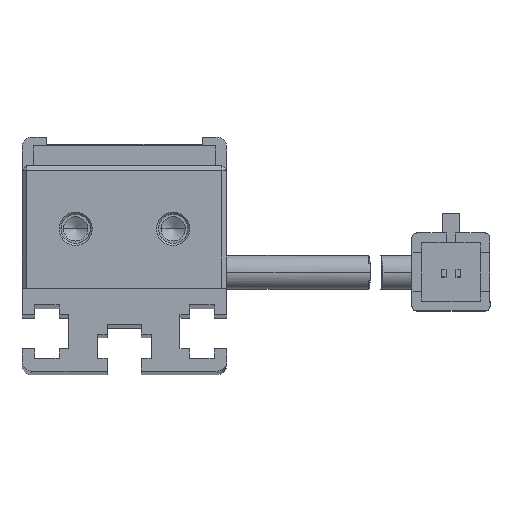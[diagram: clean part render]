
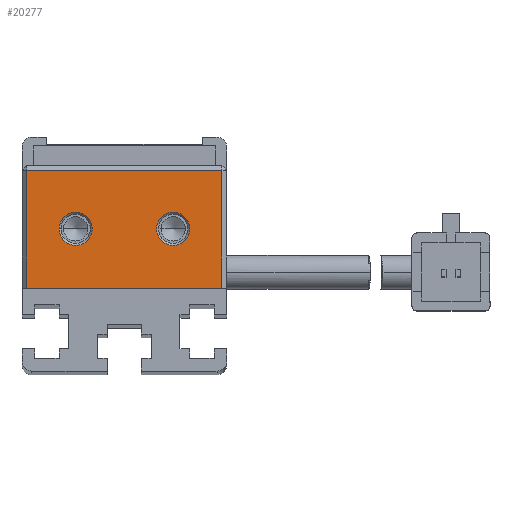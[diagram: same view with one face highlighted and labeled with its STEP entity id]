
A CAD part, top view. The second image highlights one B-rep face of the part: STEP entity #20277.
In plain terms, the highlighted planar face has unit normal (0, 0, 1).
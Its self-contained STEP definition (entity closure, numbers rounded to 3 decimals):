
#333 = EDGE_LOOP ( 'NONE', ( #45443, #35140 ) ) ;
#880 = VERTEX_POINT ( 'NONE', #1403 ) ;
#927 = DIRECTION ( 'NONE',  ( 1., 0., 0. ) ) ;
#1248 = AXIS2_PLACEMENT_3D ( 'NONE', #43944, #14520, #22410 ) ;
#1403 = CARTESIAN_POINT ( 'NONE',  ( 50.925, 19.491, -6. ) ) ;
#1536 = VECTOR ( 'NONE', #28004, 1000. ) ;
#2043 = DIRECTION ( 'NONE',  ( 0., -1., 0. ) ) ;
#3031 = CARTESIAN_POINT ( 'NONE',  ( 37.625, 25.591, -6. ) ) ;
#4303 = DIRECTION ( 'NONE',  ( 0., 0., -1. ) ) ;
#5697 = DIRECTION ( 'NONE',  ( 0., 0., -1. ) ) ;
#7335 = ORIENTED_EDGE ( 'NONE', *, *, #10082, .T. ) ;
#8885 = CIRCLE ( 'NONE', #15163, 1.7 ) ;
#8999 = DIRECTION ( 'NONE',  ( 0., 0., 1. ) ) ;
#10082 = EDGE_CURVE ( 'NONE', #880, #50421, #39527, .T. ) ;
#10292 = DIRECTION ( 'NONE',  ( 1., 0., 0. ) ) ;
#10662 = CARTESIAN_POINT ( 'NONE',  ( 30.925, 25.791, -6. ) ) ;
#11508 = VERTEX_POINT ( 'NONE', #52174 ) ;
#12355 = EDGE_CURVE ( 'NONE', #15086, #880, #23157, .T. ) ;
#12808 = CARTESIAN_POINT ( 'NONE',  ( 40.925, 25.791, -6. ) ) ;
#13199 = EDGE_CURVE ( 'NONE', #50421, #28388, #26126, .T. ) ;
#14520 = DIRECTION ( 'NONE',  ( 0., 0., -1. ) ) ;
#14919 = VECTOR ( 'NONE', #23753, 1000. ) ;
#15086 = VERTEX_POINT ( 'NONE', #24164 ) ;
#15163 = AXIS2_PLACEMENT_3D ( 'NONE', #34004, #4303, #25714 ) ;
#15415 = VECTOR ( 'NONE', #2043, 1000. ) ;
#16861 = EDGE_LOOP ( 'NONE', ( #47459, #51512 ) ) ;
#17628 = ORIENTED_EDGE ( 'NONE', *, *, #12355, .T. ) ;
#19422 = CARTESIAN_POINT ( 'NONE',  ( 44.225, 25.591, -6. ) ) ;
#19788 = CARTESIAN_POINT ( 'NONE',  ( 50.925, 25.791, -6. ) ) ;
#20277 = ADVANCED_FACE ( 'NONE', ( #31064, #33674, #21742 ), #42736, .T. ) ;
#20942 = ORIENTED_EDGE ( 'NONE', *, *, #13199, .T. ) ;
#21742 = FACE_BOUND ( 'NONE', #333, .T. ) ;
#22410 = DIRECTION ( 'NONE',  ( 1., 0., 0. ) ) ;
#23157 = LINE ( 'NONE', #36216, #1536 ) ;
#23753 = DIRECTION ( 'NONE',  ( -1., 0., 0. ) ) ;
#24164 = CARTESIAN_POINT ( 'NONE',  ( 30.925, 19.491, -6. ) ) ;
#24183 = AXIS2_PLACEMENT_3D ( 'NONE', #43295, #5697, #52071 ) ;
#25514 = VERTEX_POINT ( 'NONE', #3031 ) ;
#25596 = VECTOR ( 'NONE', #28298, 1000. ) ;
#25714 = DIRECTION ( 'NONE',  ( 1., 0., 0. ) ) ;
#26126 = LINE ( 'NONE', #44373, #14919 ) ;
#26892 = EDGE_CURVE ( 'NONE', #28388, #15086, #27976, .T. ) ;
#27235 = EDGE_CURVE ( 'NONE', #11508, #47258, #35626, .T. ) ;
#27976 = LINE ( 'NONE', #10662, #15415 ) ;
#28004 = DIRECTION ( 'NONE',  ( 1., 0., 0. ) ) ;
#28298 = DIRECTION ( 'NONE',  ( 0., 1., 0. ) ) ;
#28388 = VERTEX_POINT ( 'NONE', #45419 ) ;
#28484 = CARTESIAN_POINT ( 'NONE',  ( 34.225, 25.591, -6. ) ) ;
#29246 = CIRCLE ( 'NONE', #24183, 1.7 ) ;
#31064 = FACE_OUTER_BOUND ( 'NONE', #36036, .T. ) ;
#31817 = AXIS2_PLACEMENT_3D ( 'NONE', #35409, #44402, #10292 ) ;
#33674 = FACE_BOUND ( 'NONE', #16861, .T. ) ;
#34004 = CARTESIAN_POINT ( 'NONE',  ( 45.925, 25.591, -6. ) ) ;
#35140 = ORIENTED_EDGE ( 'NONE', *, *, #45043, .T. ) ;
#35409 = CARTESIAN_POINT ( 'NONE',  ( 45.925, 25.591, -6. ) ) ;
#35626 = CIRCLE ( 'NONE', #31817, 1.7 ) ;
#36036 = EDGE_LOOP ( 'NONE', ( #20942, #38516, #17628, #7335 ) ) ;
#36216 = CARTESIAN_POINT ( 'NONE',  ( 40.925, 19.491, -6. ) ) ;
#38516 = ORIENTED_EDGE ( 'NONE', *, *, #26892, .T. ) ;
#39527 = LINE ( 'NONE', #19788, #25596 ) ;
#41204 = CARTESIAN_POINT ( 'NONE',  ( 50.925, 31.591, -6. ) ) ;
#42736 = PLANE ( 'NONE',  #51616 ) ;
#43295 = CARTESIAN_POINT ( 'NONE',  ( 35.925, 25.591, -6. ) ) ;
#43944 = CARTESIAN_POINT ( 'NONE',  ( 35.925, 25.591, -6. ) ) ;
#44343 = CIRCLE ( 'NONE', #1248, 1.7 ) ;
#44373 = CARTESIAN_POINT ( 'NONE',  ( 40.925, 31.591, -6. ) ) ;
#44402 = DIRECTION ( 'NONE',  ( 0., 0., -1. ) ) ;
#45043 = EDGE_CURVE ( 'NONE', #51361, #25514, #44343, .T. ) ;
#45419 = CARTESIAN_POINT ( 'NONE',  ( 30.925, 31.591, -6. ) ) ;
#45443 = ORIENTED_EDGE ( 'NONE', *, *, #50133, .T. ) ;
#46842 = EDGE_CURVE ( 'NONE', #47258, #11508, #8885, .T. ) ;
#47258 = VERTEX_POINT ( 'NONE', #19422 ) ;
#47459 = ORIENTED_EDGE ( 'NONE', *, *, #27235, .T. ) ;
#50133 = EDGE_CURVE ( 'NONE', #25514, #51361, #29246, .T. ) ;
#50421 = VERTEX_POINT ( 'NONE', #41204 ) ;
#51361 = VERTEX_POINT ( 'NONE', #28484 ) ;
#51512 = ORIENTED_EDGE ( 'NONE', *, *, #46842, .T. ) ;
#51616 = AXIS2_PLACEMENT_3D ( 'NONE', #12808, #8999, #927 ) ;
#52071 = DIRECTION ( 'NONE',  ( 1., 0., 0. ) ) ;
#52174 = CARTESIAN_POINT ( 'NONE',  ( 47.625, 25.591, -6. ) ) ;
